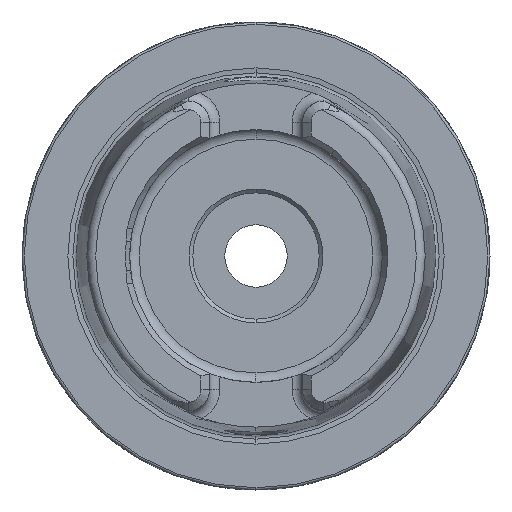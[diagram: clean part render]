
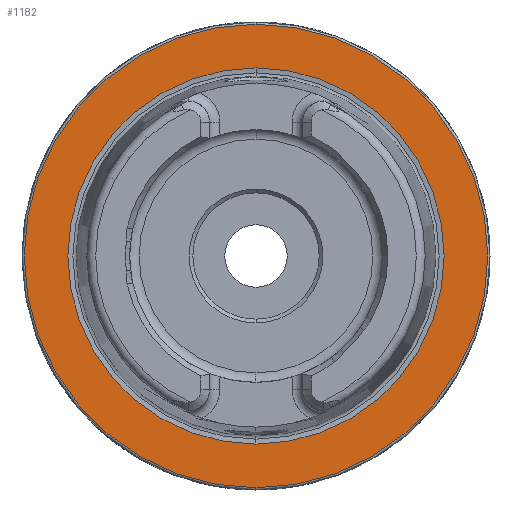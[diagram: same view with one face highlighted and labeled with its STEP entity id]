
A CAD part, left-side view. The second image highlights one B-rep face of the part: STEP entity #1182.
In plain terms, the highlighted planar face has unit normal (-1, 0, 0).
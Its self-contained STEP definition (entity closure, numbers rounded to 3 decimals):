
#508 = CIRCLE ( 'NONE', #5870, 31.2 ) ;
#640 = CIRCLE ( 'NONE', #5766, 25.324 ) ;
#783 = AXIS2_PLACEMENT_3D ( 'NONE', #1744, #1743, #1741 ) ;
#911 = CIRCLE ( 'NONE', #1077, 31.2 ) ;
#1077 = AXIS2_PLACEMENT_3D ( 'NONE', #2023, #2022, #2021 ) ;
#1182 = ADVANCED_FACE ( 'NONE', ( #8820, #8819 ), #5895, .F. ) ;
#1741 = DIRECTION ( 'NONE',  ( 0., 0., 1. ) ) ;
#1743 = DIRECTION ( 'NONE',  ( -1., 0., 0. ) ) ;
#1744 = CARTESIAN_POINT ( 'NONE',  ( 0., 0., 0. ) ) ;
#1761 = VERTEX_POINT ( 'NONE', #4830 ) ;
#2021 = DIRECTION ( 'NONE',  ( 0., 0., 1. ) ) ;
#2022 = DIRECTION ( 'NONE',  ( -1., 0., 0. ) ) ;
#2023 = CARTESIAN_POINT ( 'NONE',  ( 0., 0., 0. ) ) ;
#2047 = VERTEX_POINT ( 'NONE', #4740 ) ;
#4740 = CARTESIAN_POINT ( 'NONE',  ( 0., 0., 25.324 ) ) ;
#4830 = CARTESIAN_POINT ( 'NONE',  ( 0., 0., 31.2 ) ) ;
#5056 = AXIS2_PLACEMENT_3D ( 'NONE', #6027, #5951, #5969 ) ;
#5498 = CARTESIAN_POINT ( 'NONE',  ( 0., 0., 0. ) ) ;
#5499 = DIRECTION ( 'NONE',  ( -1., 0., 0. ) ) ;
#5500 = DIRECTION ( 'NONE',  ( 0., 0., 1. ) ) ;
#5766 = AXIS2_PLACEMENT_3D ( 'NONE', #5498, #5499, #5500 ) ;
#5870 = AXIS2_PLACEMENT_3D ( 'NONE', #6747, #6748, #6749 ) ;
#5895 = PLANE ( 'NONE',  #5056 ) ;
#5951 = DIRECTION ( 'NONE',  ( 1., 0., 0. ) ) ;
#5969 = DIRECTION ( 'NONE',  ( 0., 0., -1. ) ) ;
#6027 = CARTESIAN_POINT ( 'NONE',  ( 0., 31.2, 0. ) ) ;
#6071 = ORIENTED_EDGE ( 'NONE', *, *, #9917, .T. ) ;
#6152 = ORIENTED_EDGE ( 'NONE', *, *, #7541, .T. ) ;
#6190 = ORIENTED_EDGE ( 'NONE', *, *, #7591, .F. ) ;
#6235 = VERTEX_POINT ( 'NONE', #7867 ) ;
#6274 = ORIENTED_EDGE ( 'NONE', *, *, #9833, .F. ) ;
#6299 = VERTEX_POINT ( 'NONE', #7919 ) ;
#6747 = CARTESIAN_POINT ( 'NONE',  ( 0., 0., 0. ) ) ;
#6748 = DIRECTION ( 'NONE',  ( -1., 0., 0. ) ) ;
#6749 = DIRECTION ( 'NONE',  ( 0., 0., 1. ) ) ;
#7541 = EDGE_CURVE ( 'NONE', #1761, #6299, #911, .T. ) ;
#7591 = EDGE_CURVE ( 'NONE', #2047, #6235, #7947, .T. ) ;
#7655 = EDGE_LOOP ( 'NONE', ( #6190, #6274 ) ) ;
#7714 = EDGE_LOOP ( 'NONE', ( #6152, #6071 ) ) ;
#7867 = CARTESIAN_POINT ( 'NONE',  ( 0., 0., -25.324 ) ) ;
#7919 = CARTESIAN_POINT ( 'NONE',  ( 0., 0., -31.2 ) ) ;
#7947 = CIRCLE ( 'NONE', #783, 25.324 ) ;
#8819 = FACE_OUTER_BOUND ( 'NONE', #7714, .T. ) ;
#8820 = FACE_BOUND ( 'NONE', #7655, .T. ) ;
#9833 = EDGE_CURVE ( 'NONE', #6235, #2047, #640, .T. ) ;
#9917 = EDGE_CURVE ( 'NONE', #6299, #1761, #508, .T. ) ;
